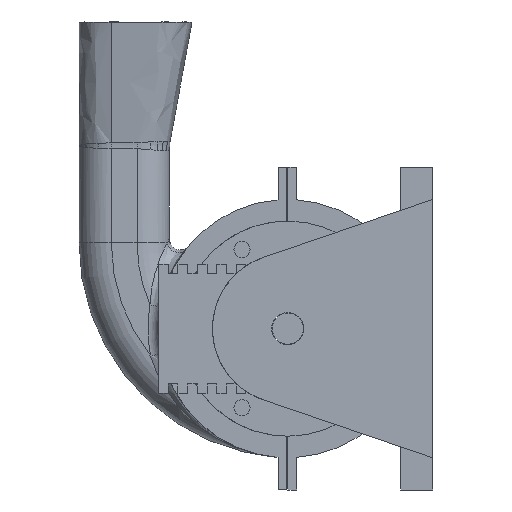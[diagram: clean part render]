
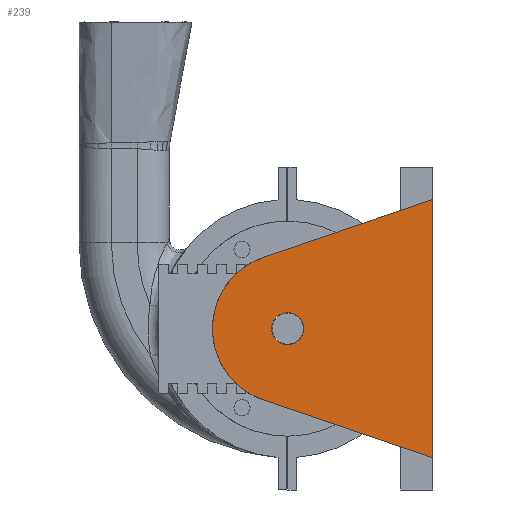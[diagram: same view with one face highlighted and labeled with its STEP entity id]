
A CAD part, left-side view. The second image highlights one B-rep face of the part: STEP entity #239.
In plain terms, the highlighted face is planar.
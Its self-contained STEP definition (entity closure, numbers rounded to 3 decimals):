
#60 = CIRCLE ( 'NONE', #10388, 0.75 ) ;
#78 = EDGE_CURVE ( 'NONE', #1739, #12329, #7324, .T. ) ;
#129 = EDGE_LOOP ( 'NONE', ( #3881, #1771 ) ) ;
#239 = ADVANCED_FACE ( 'NONE', ( #1648, #11802 ), #410, .F. ) ;
#287 = VERTEX_POINT ( 'NONE', #2608 ) ;
#410 = PLANE ( 'NONE',  #6783 ) ;
#626 = CARTESIAN_POINT ( 'NONE',  ( 3.313, 1.13, -3.25 ) ) ;
#1151 = VECTOR ( 'NONE', #13125, 1000. ) ;
#1623 = CIRCLE ( 'NONE', #3941, 3.5 ) ;
#1648 = FACE_BOUND ( 'NONE', #129, .T. ) ;
#1739 = VERTEX_POINT ( 'NONE', #9962 ) ;
#1771 = ORIENTED_EDGE ( 'NONE', *, *, #10499, .F. ) ;
#2608 = CARTESIAN_POINT ( 'NONE',  ( -6., -6.75, -3.25 ) ) ;
#3046 = CARTESIAN_POINT ( 'NONE',  ( -6., -6.75, -3.25 ) ) ;
#3142 = CARTESIAN_POINT ( 'NONE',  ( 3.313, 1.13, -3.25 ) ) ;
#3691 = DIRECTION ( 'NONE',  ( 1., 0., 0. ) ) ;
#3881 = ORIENTED_EDGE ( 'NONE', *, *, #10794, .F. ) ;
#3941 = AXIS2_PLACEMENT_3D ( 'NONE', #6668, #6459, #10897 ) ;
#4003 = AXIS2_PLACEMENT_3D ( 'NONE', #13238, #7623, #7764 ) ;
#4557 = ORIENTED_EDGE ( 'NONE', *, *, #13478, .F. ) ;
#4709 = CIRCLE ( 'NONE', #4003, 0.75 ) ;
#4859 = DIRECTION ( 'NONE',  ( 0., 0., 1. ) ) ;
#5282 = VERTEX_POINT ( 'NONE', #9197 ) ;
#5535 = EDGE_CURVE ( 'NONE', #12329, #11937, #1623, .T. ) ;
#5674 = ORIENTED_EDGE ( 'NONE', *, *, #5871, .F. ) ;
#5871 = EDGE_CURVE ( 'NONE', #287, #1739, #7255, .T. ) ;
#6459 = DIRECTION ( 'NONE',  ( 0., 0., 1. ) ) ;
#6505 = CARTESIAN_POINT ( 'NONE',  ( -3.313, 1.13, -3.25 ) ) ;
#6668 = CARTESIAN_POINT ( 'NONE',  ( 0., 0., -3.25 ) ) ;
#6783 = AXIS2_PLACEMENT_3D ( 'NONE', #10486, #4859, #3691 ) ;
#7192 = LINE ( 'NONE', #7266, #7270 ) ;
#7255 = LINE ( 'NONE', #3046, #1151 ) ;
#7266 = CARTESIAN_POINT ( 'NONE',  ( -3.313, 1.13, -3.25 ) ) ;
#7270 = VECTOR ( 'NONE', #11700, 1000. ) ;
#7324 = LINE ( 'NONE', #3142, #10798 ) ;
#7604 = DIRECTION ( 'NONE',  ( 0., 0., -1. ) ) ;
#7623 = DIRECTION ( 'NONE',  ( 0., 0., -1. ) ) ;
#7764 = DIRECTION ( 'NONE',  ( 1., 0., 0. ) ) ;
#9197 = CARTESIAN_POINT ( 'NONE',  ( -0.75, 0., -3.25 ) ) ;
#9786 = VERTEX_POINT ( 'NONE', #12814 ) ;
#9904 = DIRECTION ( 'NONE',  ( 1., 0., 0. ) ) ;
#9962 = CARTESIAN_POINT ( 'NONE',  ( 6., -6.75, -3.25 ) ) ;
#10388 = AXIS2_PLACEMENT_3D ( 'NONE', #10787, #7604, #9904 ) ;
#10486 = CARTESIAN_POINT ( 'NONE',  ( 0., 0., -3.25 ) ) ;
#10499 = EDGE_CURVE ( 'NONE', #5282, #9786, #4709, .T. ) ;
#10787 = CARTESIAN_POINT ( 'NONE',  ( 0., 0., -3.25 ) ) ;
#10794 = EDGE_CURVE ( 'NONE', #9786, #5282, #60, .T. ) ;
#10798 = VECTOR ( 'NONE', #12118, 1000. ) ;
#10897 = DIRECTION ( 'NONE',  ( 1., 0., 0. ) ) ;
#11149 = EDGE_LOOP ( 'NONE', ( #11894, #14430, #5674, #4557 ) ) ;
#11700 = DIRECTION ( 'NONE',  ( -0.323, -0.946, 0. ) ) ;
#11802 = FACE_OUTER_BOUND ( 'NONE', #11149, .T. ) ;
#11894 = ORIENTED_EDGE ( 'NONE', *, *, #5535, .F. ) ;
#11937 = VERTEX_POINT ( 'NONE', #6505 ) ;
#12118 = DIRECTION ( 'NONE',  ( -0.323, 0.946, 0. ) ) ;
#12329 = VERTEX_POINT ( 'NONE', #626 ) ;
#12814 = CARTESIAN_POINT ( 'NONE',  ( 0.75, 0., -3.25 ) ) ;
#13125 = DIRECTION ( 'NONE',  ( 1., 0., 0. ) ) ;
#13238 = CARTESIAN_POINT ( 'NONE',  ( 0., 0., -3.25 ) ) ;
#13478 = EDGE_CURVE ( 'NONE', #11937, #287, #7192, .T. ) ;
#14430 = ORIENTED_EDGE ( 'NONE', *, *, #78, .F. ) ;
